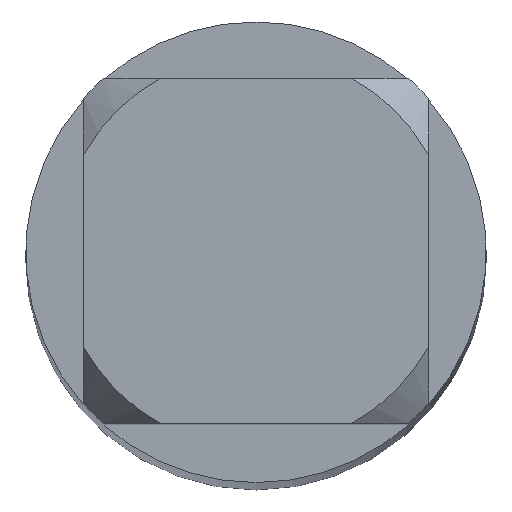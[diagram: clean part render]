
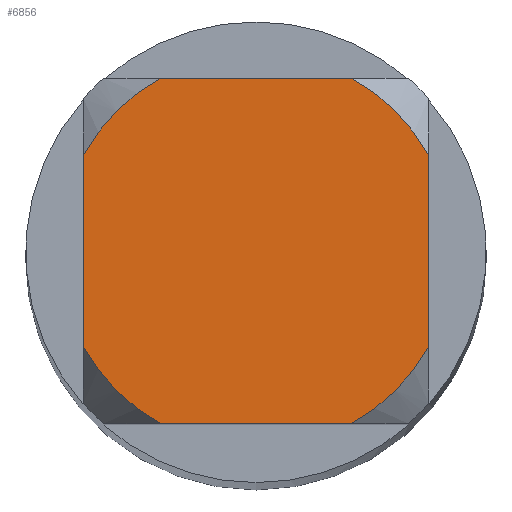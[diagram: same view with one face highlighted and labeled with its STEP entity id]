
A CAD part, top view. The second image highlights one B-rep face of the part: STEP entity #6856.
In plain terms, the highlighted planar face has unit normal (0, 0, 1).
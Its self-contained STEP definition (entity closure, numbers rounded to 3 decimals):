
#3218=VERTEX_POINT('',#9042);
#4216=EDGE_CURVE('',#7524,#8004,#10127,.T.);
#4248=EDGE_CURVE('',#8168,#8004,#10167,.T.);
#4568=VERTEX_POINT('',#10514);
#4844=VERTEX_POINT('',#10805);
#5104=EDGE_CURVE('',#8168,#4568,#11095,.T.);
#5330=VERTEX_POINT('',#11345);
#6054=EDGE_CURVE('',#8442,#4568,#12145,.T.);
#6076=EDGE_CURVE('',#7524,#4844,#12168,.T.);
#6856=ADVANCED_FACE('',(#13003),#13004,.T.);
#7124=EDGE_CURVE('',#3218,#4844,#13292,.T.);
#7524=VERTEX_POINT('',#13725);
#7870=EDGE_CURVE('',#8442,#5330,#14109,.T.);
#8004=VERTEX_POINT('',#14254);
#8168=VERTEX_POINT('',#14424);
#8442=VERTEX_POINT('',#14721);
#8500=EDGE_CURVE('',#3218,#5330,#14784,.T.);
#9042=CARTESIAN_POINT('',(1.05,-0.581,0.0));
#10127=CIRCLE('',#17380,1.2);
#10167=LINE('',#17426,#17427);
#10514=CARTESIAN_POINT('',(-0.581,1.05,0.0));
#10805=CARTESIAN_POINT('',(0.581,-1.05,0.0));
#11095=CIRCLE('',#18964,1.2);
#11345=CARTESIAN_POINT('',(1.05,0.581,0.0));
#12145=LINE('',#20673,#20674);
#12168=LINE('',#20714,#20715);
#13003=FACE_OUTER_BOUND('',#22105,.T.);
#13004=PLANE('',#22106);
#13292=CIRCLE('',#22653,1.2);
#13725=CARTESIAN_POINT('',(-0.581,-1.05,0.0));
#14109=CIRCLE('',#24170,1.2);
#14254=CARTESIAN_POINT('',(-1.05,-0.581,0.0));
#14424=CARTESIAN_POINT('',(-1.05,0.581,0.0));
#14721=CARTESIAN_POINT('',(0.581,1.05,0.0));
#14784=LINE('',#25404,#25405);
#17380=AXIS2_PLACEMENT_3D('',#27538,#27539,#27540);
#17426=CARTESIAN_POINT('',(-1.05,0.3,0.0));
#17427=VECTOR('',#27615,1.0);
#18964=AXIS2_PLACEMENT_3D('',#28516,#28517,#28518);
#20673=CARTESIAN_POINT('',(0.0,1.05,0.0));
#20674=VECTOR('',#29890,1.0);
#20714=CARTESIAN_POINT('',(0.0,-1.05,0.0));
#20715=VECTOR('',#29906,1.0);
#22105=EDGE_LOOP('',(#30701,#30702,#30703,#30704,#30705,#30706,#30707,#30708));
#22106=AXIS2_PLACEMENT_3D('',#30709,#30710,#30711);
#22653=AXIS2_PLACEMENT_3D('',#30981,#30982,#30983);
#24170=AXIS2_PLACEMENT_3D('',#31873,#31874,#31875);
#25404=CARTESIAN_POINT('',(1.05,0.3,0.0));
#25405=VECTOR('',#32458,1.0);
#27538=CARTESIAN_POINT('',(0.0,0.0,0.0));
#27539=DIRECTION('',(0.0,0.0,-1.0));
#27540=DIRECTION('',(0.0,1.0,0.0));
#27615=DIRECTION('',(-0.0,-1.0,0.0));
#28516=CARTESIAN_POINT('',(0.0,0.0,0.0));
#28517=DIRECTION('',(0.0,0.0,-1.0));
#28518=DIRECTION('',(0.0,1.0,0.0));
#29890=DIRECTION('',(-1.0,0.0,0.0));
#29906=DIRECTION('',(1.0,0.0,0.0));
#30701=ORIENTED_EDGE('',*,*,#4248,.T.);
#30702=ORIENTED_EDGE('',*,*,#4216,.F.);
#30703=ORIENTED_EDGE('',*,*,#6076,.T.);
#30704=ORIENTED_EDGE('',*,*,#7124,.F.);
#30705=ORIENTED_EDGE('',*,*,#8500,.T.);
#30706=ORIENTED_EDGE('',*,*,#7870,.F.);
#30707=ORIENTED_EDGE('',*,*,#6054,.T.);
#30708=ORIENTED_EDGE('',*,*,#5104,.F.);
#30709=CARTESIAN_POINT('',(0.0,0.6,0.0));
#30710=DIRECTION('',(-0.0,0.0,1.0));
#30711=DIRECTION('',(0.0,-1.0,0.0));
#30981=CARTESIAN_POINT('',(0.0,0.0,0.0));
#30982=DIRECTION('',(0.0,0.0,-1.0));
#30983=DIRECTION('',(0.0,1.0,0.0));
#31873=CARTESIAN_POINT('',(0.0,0.0,0.0));
#31874=DIRECTION('',(0.0,0.0,-1.0));
#31875=DIRECTION('',(0.0,1.0,0.0));
#32458=DIRECTION('',(-0.0,1.0,0.0));
